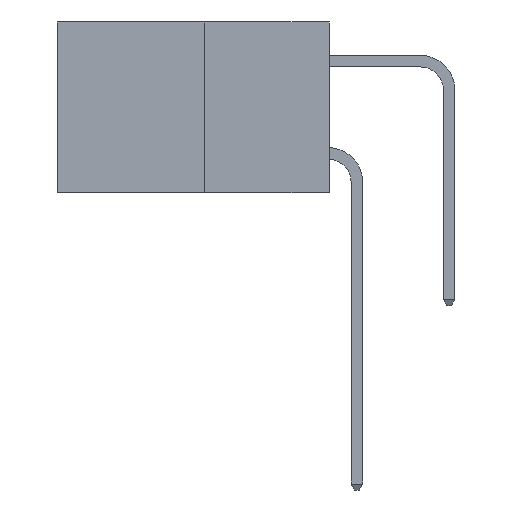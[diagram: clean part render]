
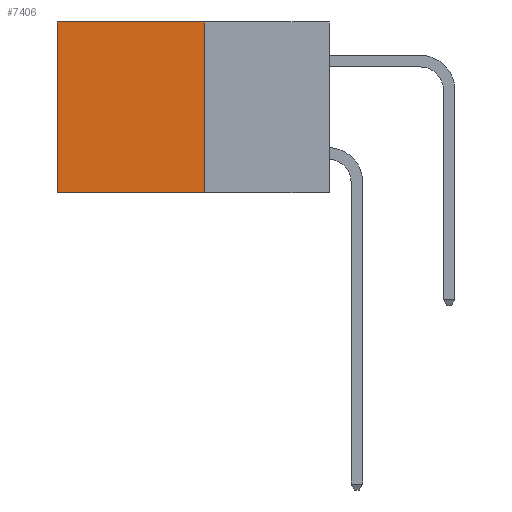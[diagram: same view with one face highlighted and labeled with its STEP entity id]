
A CAD part, left-side view. The second image highlights one B-rep face of the part: STEP entity #7406.
In plain terms, the highlighted planar face has unit normal (-1, 0, 0).
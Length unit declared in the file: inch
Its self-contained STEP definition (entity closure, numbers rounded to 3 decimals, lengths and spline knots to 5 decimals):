
#742 = CARTESIAN_POINT ( 'NONE',  ( 0.277, 0.59, -0.37 ) ) ;
#1724 = EDGE_LOOP ( 'NONE', ( #12915, #25739, #7851, #4262 ) ) ;
#3133 = VERTEX_POINT ( 'NONE', #9689 ) ;
#4126 = DIRECTION ( 'NONE',  ( 0., 0., -1. ) ) ;
#4262 = ORIENTED_EDGE ( 'NONE', *, *, #18834, .T. ) ;
#6499 = DIRECTION ( 'NONE',  ( 0., 0., -1. ) ) ;
#6703 = EDGE_CURVE ( 'NONE', #29634, #8123, #18563, .T. ) ;
#6758 = CARTESIAN_POINT ( 'NONE',  ( 0.277, 0.27, -0.37 ) ) ;
#7272 = CARTESIAN_POINT ( 'NONE',  ( 0.277, 0.27, -0.37 ) ) ;
#7406 = ADVANCED_FACE ( 'NONE', ( #25422 ), #31181, .F. ) ;
#7833 = DIRECTION ( 'NONE',  ( 0., 1., 0. ) ) ;
#7851 = ORIENTED_EDGE ( 'NONE', *, *, #6703, .F. ) ;
#8123 = VERTEX_POINT ( 'NONE', #6758 ) ;
#8374 = VECTOR ( 'NONE', #21405, 39.37008 ) ;
#8785 = VECTOR ( 'NONE', #18174, 39.37008 ) ;
#9100 = CARTESIAN_POINT ( 'NONE',  ( 0.277, 0.27, 0. ) ) ;
#9689 = CARTESIAN_POINT ( 'NONE',  ( 0.277, 0.59, 0. ) ) ;
#10112 = AXIS2_PLACEMENT_3D ( 'NONE', #16590, #19046, #4126 ) ;
#12915 = ORIENTED_EDGE ( 'NONE', *, *, #18588, .T. ) ;
#13618 = CARTESIAN_POINT ( 'NONE',  ( 0.277, 0.27, 0. ) ) ;
#15411 = LINE ( 'NONE', #742, #8785 ) ;
#16590 = CARTESIAN_POINT ( 'NONE',  ( 0.277, 0.27, -0.37 ) ) ;
#16719 = VERTEX_POINT ( 'NONE', #27993 ) ;
#18174 = DIRECTION ( 'NONE',  ( 0., 0., -1. ) ) ;
#18563 = LINE ( 'NONE', #7272, #30009 ) ;
#18588 = EDGE_CURVE ( 'NONE', #3133, #16719, #15411, .T. ) ;
#18834 = EDGE_CURVE ( 'NONE', #29634, #3133, #28747, .T. ) ;
#19046 = DIRECTION ( 'NONE',  ( 1., 0., 0. ) ) ;
#20135 = CARTESIAN_POINT ( 'NONE',  ( 0.277, 0.27, -0.37 ) ) ;
#21405 = DIRECTION ( 'NONE',  ( 0., 1., 0. ) ) ;
#21646 = LINE ( 'NONE', #20135, #27357 ) ;
#25422 = FACE_OUTER_BOUND ( 'NONE', #1724, .T. ) ;
#25739 = ORIENTED_EDGE ( 'NONE', *, *, #29393, .F. ) ;
#27357 = VECTOR ( 'NONE', #7833, 39.37008 ) ;
#27993 = CARTESIAN_POINT ( 'NONE',  ( 0.277, 0.59, -0.37 ) ) ;
#28747 = LINE ( 'NONE', #9100, #8374 ) ;
#29393 = EDGE_CURVE ( 'NONE', #8123, #16719, #21646, .T. ) ;
#29634 = VERTEX_POINT ( 'NONE', #13618 ) ;
#30009 = VECTOR ( 'NONE', #6499, 39.37008 ) ;
#31181 = PLANE ( 'NONE',  #10112 ) ;
